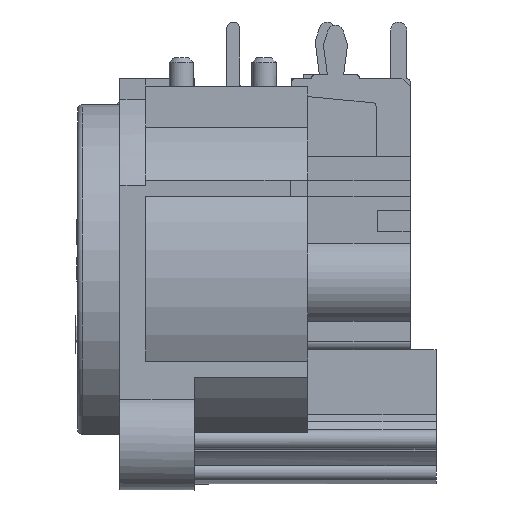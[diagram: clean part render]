
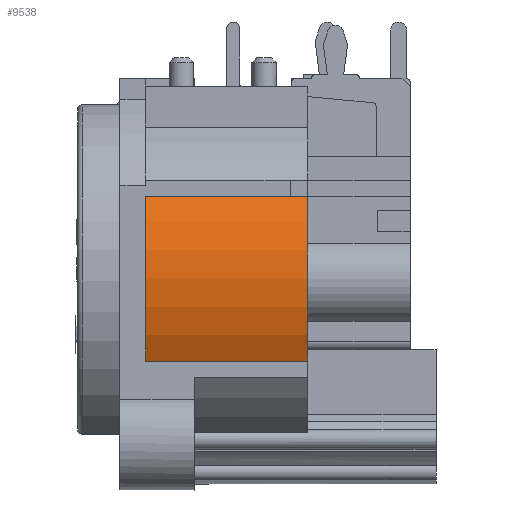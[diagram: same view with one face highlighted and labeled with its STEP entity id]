
A CAD part, left-side view. The second image highlights one B-rep face of the part: STEP entity #9538.
In plain terms, the highlighted cylindrical face has radius 10.85 mm (diameter 21.7 mm), a partial arc.
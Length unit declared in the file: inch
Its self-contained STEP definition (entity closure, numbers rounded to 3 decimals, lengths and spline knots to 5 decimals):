
#5592=CARTESIAN_POINT('',(-0.37383,-0.45669,0.20669));
#5593=VERTEX_POINT('',#5592);
#5600=CARTESIAN_POINT('',(-0.38112,-0.45669,-0.19291));
#5601=VERTEX_POINT('',#5600);
#5602=CARTESIAN_POINT('',(0.0,-0.45669,0.0));
#5603=DIRECTION('',(0.0,-1.0,0.0));
#5604=DIRECTION('',(-1.0,0.0,0.0));
#5605=AXIS2_PLACEMENT_3D('',#5602,#5603,#5604);
#5606=CIRCLE('',#5605,0.42717);
#5607=EDGE_CURVE('',#5593,#5601,#5606,.T.);
#9479=CARTESIAN_POINT('',(-0.37383,-0.06299,0.20669));
#9480=VERTEX_POINT('',#9479);
#9481=CARTESIAN_POINT('',(-0.37383,-0.45669,0.20669));
#9482=DIRECTION('',(0.0,1.0,0.0));
#9483=VECTOR('',#9482,0.3937);
#9484=LINE('',#9481,#9483);
#9485=EDGE_CURVE('',#5593,#9480,#9484,.T.);
#9514=CARTESIAN_POINT('',(0.0,0.95071,0.0));
#9515=DIRECTION('',(0.0,-1.0,0.0));
#9516=DIRECTION('',(-1.0,0.0,0.0));
#9517=AXIS2_PLACEMENT_3D('',#9514,#9515,#9516);
#9518=CYLINDRICAL_SURFACE('',#9517,0.42717);
#9519=CARTESIAN_POINT('',(-0.38112,-0.06299,-0.19291));
#9520=VERTEX_POINT('',#9519);
#9521=CARTESIAN_POINT('',(0.0,-0.06299,0.0));
#9522=DIRECTION('',(0.0,1.0,0.0));
#9523=DIRECTION('',(-1.0,0.0,0.0));
#9524=AXIS2_PLACEMENT_3D('',#9521,#9522,#9523);
#9525=CIRCLE('',#9524,0.42717);
#9526=EDGE_CURVE('',#9520,#9480,#9525,.T.);
#9527=ORIENTED_EDGE('',*,*,#9526,.F.);
#9528=CARTESIAN_POINT('',(-0.38112,-0.06299,-0.19291));
#9529=DIRECTION('',(0.0,-1.0,0.0));
#9530=VECTOR('',#9529,0.3937);
#9531=LINE('',#9528,#9530);
#9532=EDGE_CURVE('',#9520,#5601,#9531,.T.);
#9533=ORIENTED_EDGE('',*,*,#9532,.T.);
#9534=ORIENTED_EDGE('',*,*,#5607,.F.);
#9535=ORIENTED_EDGE('',*,*,#9485,.T.);
#9536=EDGE_LOOP('',(#9527,#9533,#9534,#9535));
#9537=FACE_OUTER_BOUND('',#9536,.T.);
#9538=ADVANCED_FACE('',(#9537),#9518,.T.);
